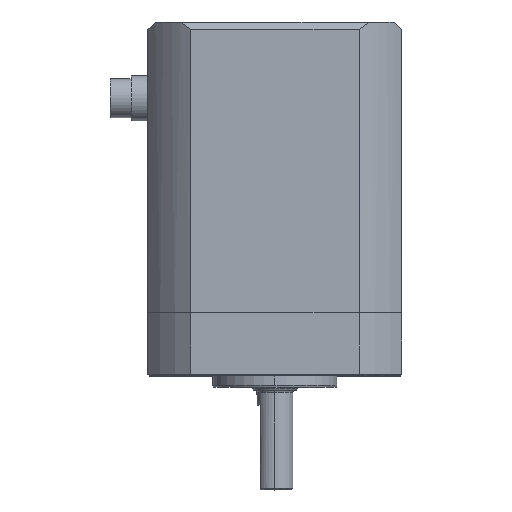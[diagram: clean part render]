
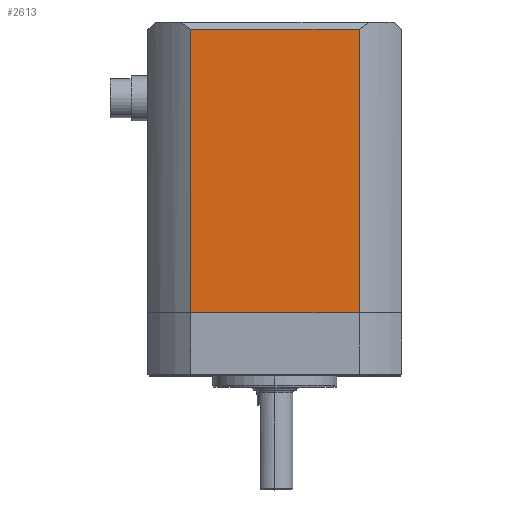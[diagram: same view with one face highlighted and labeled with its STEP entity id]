
A CAD part, top view. The second image highlights one B-rep face of the part: STEP entity #2613.
In plain terms, the highlighted face is planar.
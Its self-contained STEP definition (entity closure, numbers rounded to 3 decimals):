
#621 = DIRECTION ( 'NONE',  ( -1., 0., 0. ) ) ;
#2078 = DIRECTION ( 'NONE',  ( 0., 0., 1. ) ) ;
#2192 = CARTESIAN_POINT ( 'NONE',  ( 14.925, 51.5, -22.5 ) ) ;
#2421 = LINE ( 'NONE', #6029, #2994 ) ;
#2613 = ADVANCED_FACE ( 'NONE', ( #11486 ), #5537, .F. ) ;
#2724 = ORIENTED_EDGE ( 'NONE', *, *, #10967, .T. ) ;
#2994 = VECTOR ( 'NONE', #5729, 1000. ) ;
#3044 = VERTEX_POINT ( 'NONE', #12388 ) ;
#3062 = EDGE_LOOP ( 'NONE', ( #7039, #10637, #2724, #5879 ) ) ;
#3231 = DIRECTION ( 'NONE',  ( 1., 0., 0. ) ) ;
#3829 = VECTOR ( 'NONE', #13841, 1000. ) ;
#4389 = EDGE_CURVE ( 'NONE', #14052, #6775, #2421, .T. ) ;
#4607 = CARTESIAN_POINT ( 'NONE',  ( -14.925, 51.5, -22.5 ) ) ;
#5537 = PLANE ( 'NONE',  #6397 ) ;
#5729 = DIRECTION ( 'NONE',  ( -1., 0., 0. ) ) ;
#5879 = ORIENTED_EDGE ( 'NONE', *, *, #6790, .F. ) ;
#6029 = CARTESIAN_POINT ( 'NONE',  ( -22.5, 1.3, -22.5 ) ) ;
#6397 = AXIS2_PLACEMENT_3D ( 'NONE', #10234, #2078, #3231 ) ;
#6775 = VERTEX_POINT ( 'NONE', #9697 ) ;
#6790 = EDGE_CURVE ( 'NONE', #13534, #3044, #12186, .T. ) ;
#7039 = ORIENTED_EDGE ( 'NONE', *, *, #9622, .T. ) ;
#9042 = LINE ( 'NONE', #2192, #3829 ) ;
#9440 = CARTESIAN_POINT ( 'NONE',  ( 14.925, 1.3, -22.5 ) ) ;
#9555 = CARTESIAN_POINT ( 'NONE',  ( 14.925, 51.5, -22.5 ) ) ;
#9622 = EDGE_CURVE ( 'NONE', #13534, #14052, #9042, .T. ) ;
#9697 = CARTESIAN_POINT ( 'NONE',  ( -14.925, 1.3, -22.5 ) ) ;
#10234 = CARTESIAN_POINT ( 'NONE',  ( -22.5, 51.5, -22.5 ) ) ;
#10590 = LINE ( 'NONE', #4607, #11500 ) ;
#10637 = ORIENTED_EDGE ( 'NONE', *, *, #4389, .T. ) ;
#10967 = EDGE_CURVE ( 'NONE', #6775, #3044, #10590, .T. ) ;
#11178 = CARTESIAN_POINT ( 'NONE',  ( -22.5, 51.5, -22.5 ) ) ;
#11486 = FACE_OUTER_BOUND ( 'NONE', #3062, .T. ) ;
#11500 = VECTOR ( 'NONE', #11920, 1000. ) ;
#11920 = DIRECTION ( 'NONE',  ( 0., 1., 0. ) ) ;
#12186 = LINE ( 'NONE', #11178, #13898 ) ;
#12388 = CARTESIAN_POINT ( 'NONE',  ( -14.925, 51.5, -22.5 ) ) ;
#13534 = VERTEX_POINT ( 'NONE', #9555 ) ;
#13841 = DIRECTION ( 'NONE',  ( 0., -1., 0. ) ) ;
#13898 = VECTOR ( 'NONE', #621, 1000. ) ;
#14052 = VERTEX_POINT ( 'NONE', #9440 ) ;
